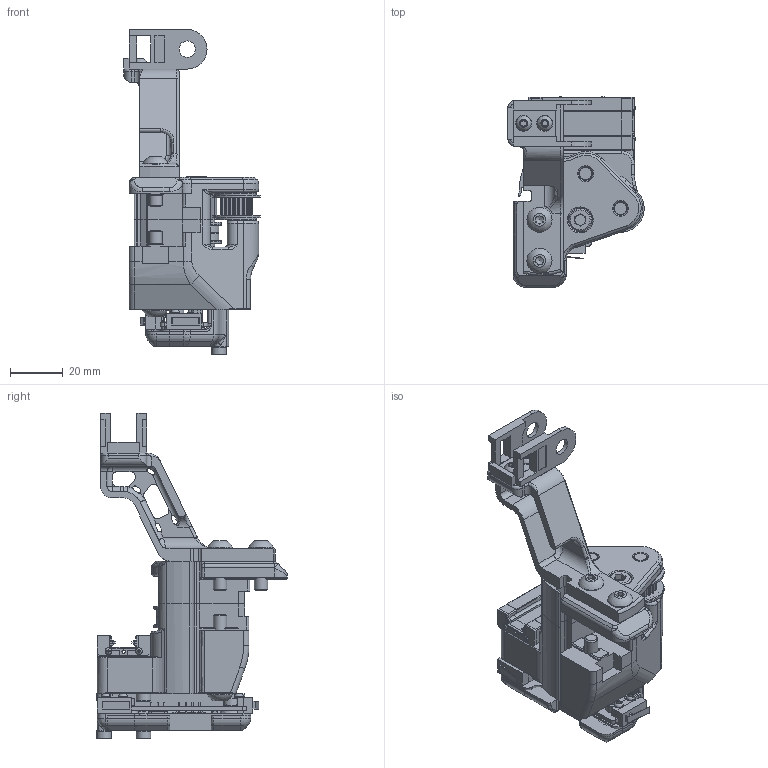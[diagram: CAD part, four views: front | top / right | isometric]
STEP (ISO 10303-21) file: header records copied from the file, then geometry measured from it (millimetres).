
FILE_DESCRIPTION(/* description */ (''),/* implementation_level */ '2;1');
FILE_NAME(/* name */ 'xy_joint_right_pinned.step',/* time_stamp */ '2021-02-16T23:56:49-08:00',/* author */ (''),/* organization */ (''),/* preprocessor_version */ 'ST-DEVELOPER v18.1',/* originating_system */ 'Autodesk Translation Framework v9.7.1.1290',/* authorisation */ '');
FILE_SCHEMA (('AUTOMOTIVE_DESIGN { 1 0 10303 214 3 1 1 }'));
Products named in the file (35): XY Joint - Right; XY Cable Chain Bridge - IGUS; 0 (1); M3x6 BHCS; GT2 20T Idler Gates v2; GT2 20T Idler v3 (2); M5x16 BHCS (2); M5x30 BHCS (1); M5x40 SHCS (2); M3x20 SHCS (2); M5 Hex Nut; Idler Assembly (1); M5 1mm Spacer (1); F695 ZZ (1); Microswitch Endstop Pod; Microswitch v4; M2x8 Self-tapping Screw; M3x30 SHCS (1) (1); Hall Effect Endstop Pod; VORONDESIGN_XY-Endstop; M3x8 SHCS (1) (1); MGN9H (1) (1); MGN9H - Carriage (9); MGN9H - Carriage (1) (1); MGN9H - Carriage (2) (1); MGN9H - Carriage (3) (1); MGN9H - Carriage (4) (1); MGN9H - Carriage (5) (1); MGN9H - Carriage (6) (1); MGN9H - Carriage (7) (1); MGN9H - Carriage (8) (1); XY Cable Chain Bridge - Generic; M3 Threaded Insert (1); 5x40 Pin; 5x40 Pin (1)
Assembly tree (51 placements, depth 3):
  XY Joint - Right
    XY Cable Chain Bridge - IGUS
      0 (1)
      M3 Threaded Insert (1)  x2
      M3x6 BHCS  x2
    GT2 20T Idler Gates v2
    GT2 20T Idler v3 (2)
    M5 Hex Nut  x2
    M5x16 BHCS (2)  x2
    M5x30 BHCS (1)
    M3x20 SHCS (2)  x2
    M5x40 SHCS (2)  x2
    Idler Assembly (1)
      M5 1mm Spacer (1)  x2
      F695 ZZ (1)  x2
    M3x30 SHCS (1) (1)  x2
    Microswitch Endstop Pod
      Microswitch v4  x2
      M2x8 Self-tapping Screw  x4
    Hall Effect Endstop Pod
      VORONDESIGN_XY-Endstop
      M3x8 SHCS (1) (1)  x2
    MGN9H (1) (1)
      MGN9H - Carriage (9)
      MGN9H - Carriage (1) (1)
      MGN9H - Carriage (2) (1)
      MGN9H - Carriage (3) (1)
      MGN9H - Carriage (4) (1)
      MGN9H - Carriage (5) (1)
      MGN9H - Carriage (6) (1)
      MGN9H - Carriage (7) (1)
      MGN9H - Carriage (8) (1)
    XY Cable Chain Bridge - Generic
      M3 Threaded Insert (1)  x3
    5x40 Pin
    5x40 Pin (1)
Bounding box: 51.62 x 72.2 x 123 mm (x, y, z)
Volume: 112555.3 mm3; surface area: 66895.9 mm2
Topology: 84 solids, 84 shells, 5117 faces, 13095 edges, 8278 vertices
Faces by surface type: plane 2166, cylinder 1353, bspline 1199, cone 253, sphere 97, torus 49
Full cylindrical faces by diameter (mm): 0.45 x6, 0.713 x1, 0.762 x6, 1.168 x4, 1.288 x5, 1.5 x8, 2 x4, 2.603 x4, 2.8 x2, 2.9 x5, 3 x14, 3.2 x2, 3.3 x2, 3.4 x8, 3.5 x6, 4.2 x7, 4.25 x5, 4.3 x2, 4.6 x5, 4.7 x5, 5 x13, 5.2 x4, 5.4 x13, 5.5 x6, 5.7 x2, 5.8 x4, 6.2 x2, 6.5 x4, 7 x1, 8 x2
Entity records: 148984 total; most frequent: CARTESIAN_POINT 44321, ORIENTED_EDGE 22310, DIRECTION 18380, EDGE_CURVE 11155, VERTEX_POINT 7065, LINE 6650, VECTOR 6650, AXIS2_PLACEMENT_3D 5865
